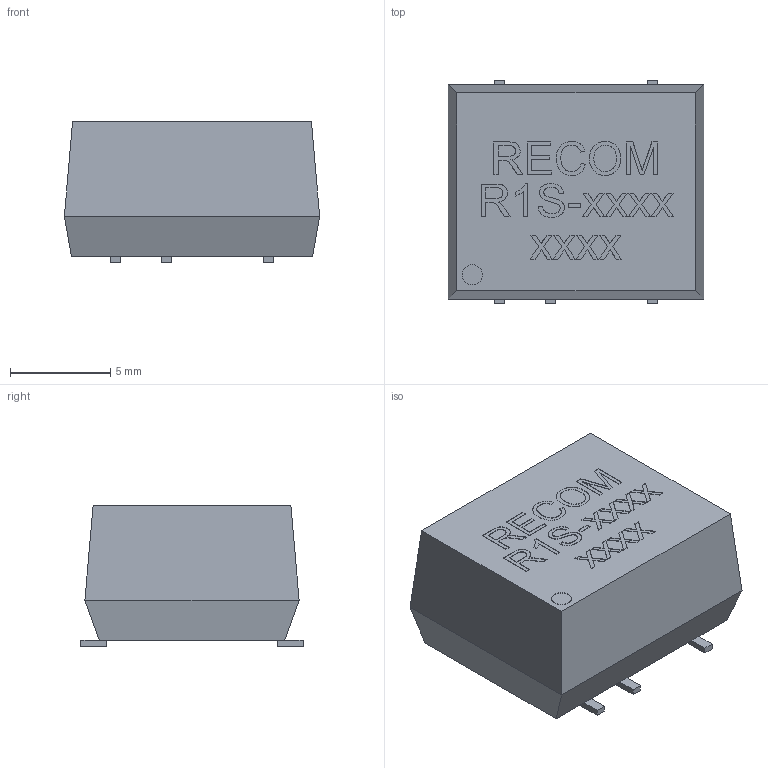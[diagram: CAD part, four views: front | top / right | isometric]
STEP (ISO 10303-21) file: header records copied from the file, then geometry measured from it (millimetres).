
FILE_DESCRIPTION( ( 'Unknown' ), '1' );
FILE_NAME( '1W SMD-S5_R1S.stp', 'Unknown', ( 'Unknown' ), ( 'Unknown' ), 'XStep 1.0', 'Unknown', ' ' );
FILE_SCHEMA( ( 'automotive_design' ) );
Length unit declared in the file: millimetre
Products named in the file (1): 1
Bounding box: 12.75 x 11.1 x 7 mm (x, y, z)
Volume: 845.1 mm3; surface area: 548.6 mm2
Topology: 1 solids, 1 shells, 222 faces, 583 edges, 384 vertices
Faces by surface type: plane 179, extrusion 42, cylinder 1
Full cylindrical faces by diameter (mm): 1 x1
Entity records: 9925 total; most frequent: CARTESIAN_POINT 3298, ORIENTED_EDGE 1160, DIRECTION 666, EDGE_CURVE 580, VERTEX_POINT 384, B_SPLINE_CURVE_WITH_KNOTS 362, VECTOR 300, LINE 258
